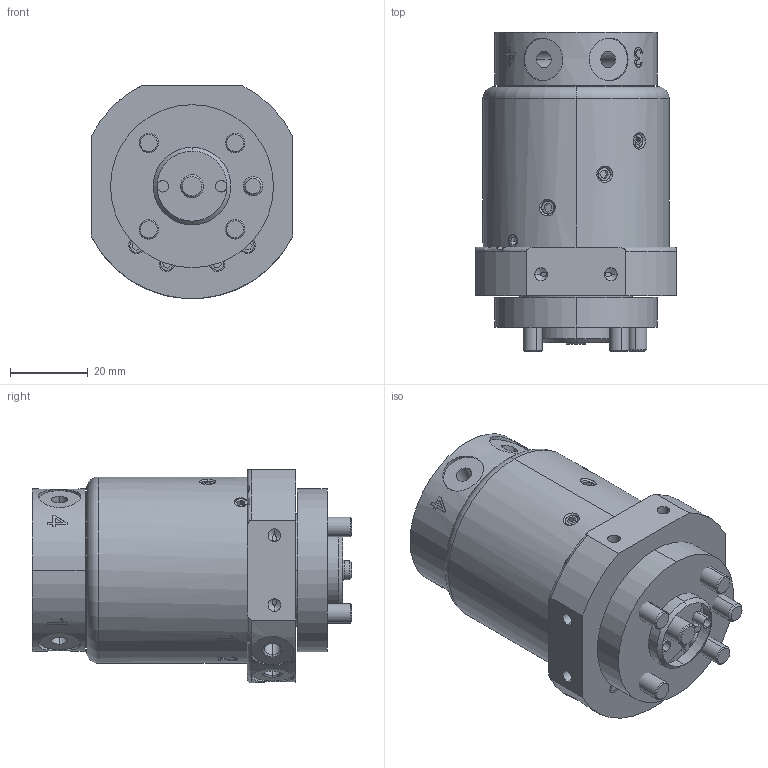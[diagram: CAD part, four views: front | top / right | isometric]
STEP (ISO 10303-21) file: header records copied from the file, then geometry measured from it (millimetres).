
FILE_DESCRIPTION (( 'STEP AP203' ), '1' );
FILE_NAME ('P1022.STEP', '2019-01-28T07:42:02', ( '' ), ( '' ), 'SwSTEP 2.0', 'SolidWorks 2017', '' );
FILE_SCHEMA (( 'CONFIG_CONTROL_DESIGN' ));
Length unit declared in the file: millimetre
Products named in the file (1): P1022
Bounding box: 52 x 82.3 x 55 mm (x, y, z)
Volume: 173528.1 mm3; surface area: 34919.9 mm2
Topology: 18 solids, 26 shells, 590 faces, 1333 edges, 841 vertices
Faces by surface type: cylinder 204, plane 196, cone 107, bspline 68, torus 15
Entity records: 30256 total; most frequent: CARTESIAN_POINT 17660, ORIENTED_EDGE 2630, DIRECTION 2390, EDGE_CURVE 1315, AXIS2_PLACEMENT_3D 908, VERTEX_POINT 841, EDGE_LOOP 656, FACE_OUTER_BOUND 590
